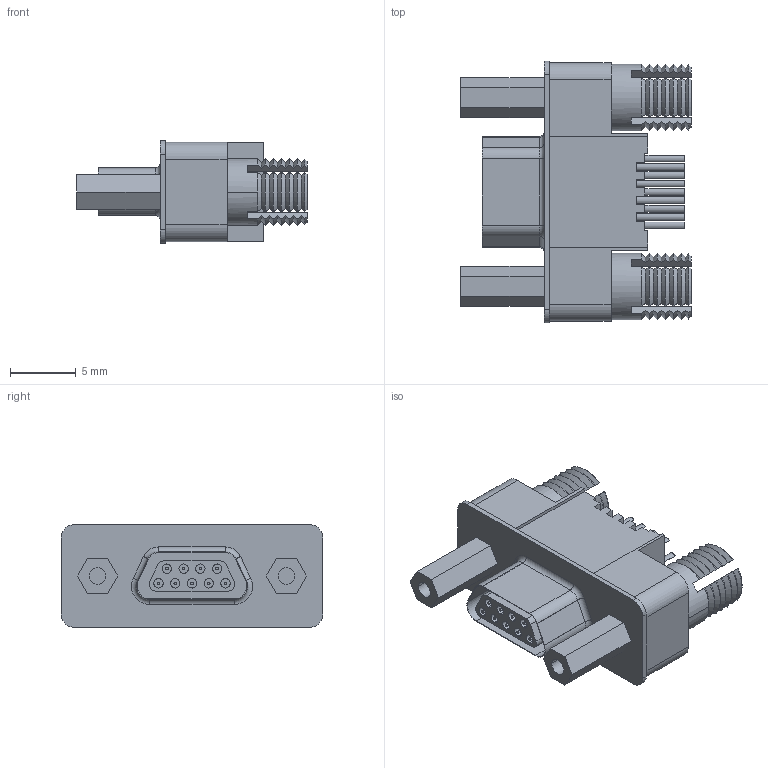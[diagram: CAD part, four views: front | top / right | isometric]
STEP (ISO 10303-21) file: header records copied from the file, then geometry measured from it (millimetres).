
FILE_DESCRIPTION((''),'2;1');
FILE_NAME('836119023','2012-01-27T',('gga'),(''),'PRO/ENGINEER BY PARAMETRIC TECHNOLOGY CORPORATION, 2003451','PRO/ENGINEER BY PARAMETRIC TECHNOLOGY CORPORATION, 2003451','');
FILE_SCHEMA(('CONFIG_CONTROL_DESIGN'));
Length unit declared in the file: inch
Products named in the file (1): 836119023
Bounding box: 17.53 x 19.89 x 7.8 mm (x, y, z)
Volume: 1079.1 mm3; surface area: 1699.7 mm2
Topology: 5 solids, 5 shells, 408 faces, 1110 edges, 764 vertices
Faces by surface type: plane 210, cone 104, cylinder 90, torus 4
Entity records: 13283 total; most frequent: CARTESIAN_POINT 3119, ORIENTED_EDGE 2132, DIRECTION 2037, EDGE_CURVE 1066, AXIS2_PLACEMENT_3D 746, VERTEX_POINT 698, VECTOR 545, LINE 545
